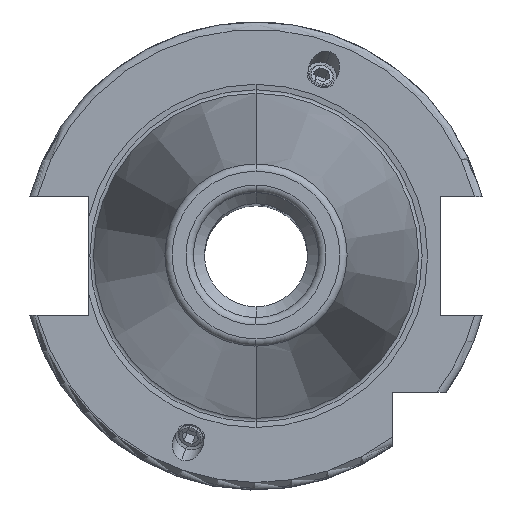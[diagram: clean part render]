
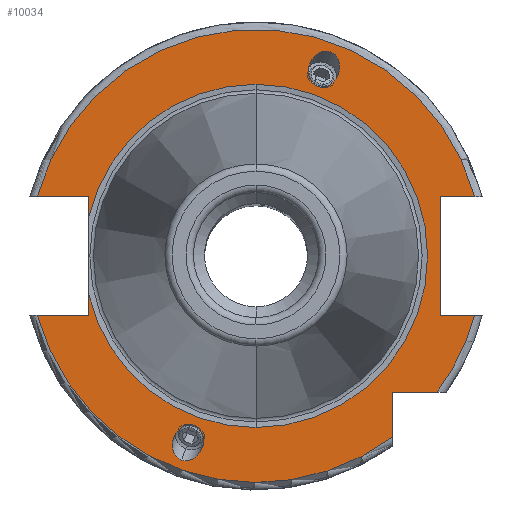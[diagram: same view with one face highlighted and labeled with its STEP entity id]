
A CAD part, top view. The second image highlights one B-rep face of the part: STEP entity #10034.
In plain terms, the highlighted planar face has unit normal (0, 0, 1).
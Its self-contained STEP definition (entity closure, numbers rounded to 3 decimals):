
#2671=CARTESIAN_POINT('',(0,0,18.1));
#2672=DIRECTION('',(0,0,1));
#2673=DIRECTION('',(0,1,0));
#2674=AXIS2_PLACEMENT_3D('',#2671,#2672,#2673);
#2684=CARTESIAN_POINT('',(0,0,18.1));
#2685=DIRECTION('',(0,0,1));
#2686=DIRECTION('',(-0.974,-0.227,0));
#2687=AXIS2_PLACEMENT_3D('',#2684,#2685,#2686);
#2723=DIRECTION('',(1,0,0));
#2724=VECTOR('',#2723,7.004);
#2725=CARTESIAN_POINT('',(-29.704,-8.05,18.1));
#2726=LINE('',#2725,#2724);
#2727=DIRECTION('',(0,1,0));
#2728=VECTOR('',#2727,2.753);
#2729=CARTESIAN_POINT('',(-22.7,-8.05,18.1));
#2730=LINE('',#2729,#2728);
#2731=DIRECTION('',(0,1,0));
#2732=VECTOR('',#2731,2.753);
#2733=CARTESIAN_POINT('',(-22.7,5.297,18.1));
#2734=LINE('',#2733,#2732);
#2735=DIRECTION('',(1,0,0));
#2736=VECTOR('',#2735,7.004);
#2737=CARTESIAN_POINT('',(-29.704,8.05,18.1));
#2738=LINE('',#2737,#2736);
#2739=DIRECTION('',(-1,0,0));
#2740=VECTOR('',#2739,4.704);
#2741=CARTESIAN_POINT('',(29.704,8.05,18.1));
#2742=LINE('',#2741,#2740);
#2743=DIRECTION('',(0,-1,0));
#2744=VECTOR('',#2743,16.1);
#2745=CARTESIAN_POINT('',(25,8.05,18.1));
#2746=LINE('',#2745,#2744);
#2747=DIRECTION('',(-1,0,0));
#2748=VECTOR('',#2747,4.704);
#2749=CARTESIAN_POINT('',(29.704,-8.05,18.1));
#2750=LINE('',#2749,#2748);
#2751=CARTESIAN_POINT('',(0,0,18.1));
#2752=DIRECTION('',(0,0,1));
#2753=DIRECTION('',(0.799,-0.601,0));
#2754=AXIS2_PLACEMENT_3D('',#2751,#2752,#2753);
#2756=DIRECTION('',(-1,0,0));
#2757=VECTOR('',#2756,6.094);
#2758=CARTESIAN_POINT('',(24.594,-18.5,18.1));
#2759=LINE('',#2758,#2757);
#2760=DIRECTION('',(0,1,0));
#2761=VECTOR('',#2760,6.094);
#2762=CARTESIAN_POINT('',(18.5,-24.594,18.1));
#2763=LINE('',#2762,#2761);
#2764=CARTESIAN_POINT('',(10.09,27.723,18.1));
#2765=CARTESIAN_POINT('',(9.863,27.806,18.1));
#2766=CARTESIAN_POINT('',(9.337,27.884,18.1));
#2767=CARTESIAN_POINT('',(8.455,27.594,18.1));
#2768=CARTESIAN_POINT('',(7.834,27.033,18.1));
#2769=CARTESIAN_POINT('',(7.483,26.49,18.1));
#2770=CARTESIAN_POINT('',(7.298,26.077,18.1));
#2771=CARTESIAN_POINT('',(7.174,25.641,18.1));
#2772=CARTESIAN_POINT('',(7.094,25.,18.1));
#2773=CARTESIAN_POINT('',(7.208,24.17,18.1));
#2774=CARTESIAN_POINT('',(7.698,23.381,18.1));
#2775=CARTESIAN_POINT('',(8.152,23.103,18.1));
#2776=CARTESIAN_POINT('',(8.379,23.02,18.1));
#2778=CARTESIAN_POINT('',(8.379,23.02,18.1));
#2779=CARTESIAN_POINT('',(8.606,22.937,18.1));
#2780=CARTESIAN_POINT('',(9.133,22.859,18.1));
#2781=CARTESIAN_POINT('',(10.014,23.149,18.1));
#2782=CARTESIAN_POINT('',(10.635,23.711,18.1));
#2783=CARTESIAN_POINT('',(10.986,24.253,18.1));
#2784=CARTESIAN_POINT('',(11.171,24.667,18.1));
#2785=CARTESIAN_POINT('',(11.295,25.103,18.1));
#2786=CARTESIAN_POINT('',(11.375,25.744,18.1));
#2787=CARTESIAN_POINT('',(11.261,26.573,18.1));
#2788=CARTESIAN_POINT('',(10.771,27.362,18.1));
#2789=CARTESIAN_POINT('',(10.318,27.641,18.1));
#2790=CARTESIAN_POINT('',(10.09,27.723,18.1));
#2792=CARTESIAN_POINT('',(-10.09,-27.723,18.1));
#2793=CARTESIAN_POINT('',(-10.318,-27.641,18.1));
#2794=CARTESIAN_POINT('',(-10.771,-27.362,18.1));
#2795=CARTESIAN_POINT('',(-11.261,-26.573,18.1));
#2796=CARTESIAN_POINT('',(-11.375,-25.744,18.1));
#2797=CARTESIAN_POINT('',(-11.295,-25.103,18.1));
#2798=CARTESIAN_POINT('',(-11.171,-24.667,18.1));
#2799=CARTESIAN_POINT('',(-10.986,-24.253,18.1));
#2800=CARTESIAN_POINT('',(-10.635,-23.711,18.1));
#2801=CARTESIAN_POINT('',(-10.014,-23.149,18.1));
#2802=CARTESIAN_POINT('',(-9.133,-22.859,18.1));
#2803=CARTESIAN_POINT('',(-8.606,-22.937,18.1));
#2804=CARTESIAN_POINT('',(-8.379,-23.02,18.1));
#2806=CARTESIAN_POINT('',(-8.379,-23.02,18.1));
#2807=CARTESIAN_POINT('',(-8.152,-23.103,18.1));
#2808=CARTESIAN_POINT('',(-7.698,-23.381,18.1));
#2809=CARTESIAN_POINT('',(-7.208,-24.17,18.1));
#2810=CARTESIAN_POINT('',(-7.094,-25.,18.1));
#2811=CARTESIAN_POINT('',(-7.174,-25.641,18.1));
#2812=CARTESIAN_POINT('',(-7.298,-26.077,18.1));
#2813=CARTESIAN_POINT('',(-7.483,-26.49,18.1));
#2814=CARTESIAN_POINT('',(-7.834,-27.033,18.1));
#2815=CARTESIAN_POINT('',(-8.455,-27.594,18.1));
#2816=CARTESIAN_POINT('',(-9.337,-27.884,18.1));
#2817=CARTESIAN_POINT('',(-9.863,-27.806,18.1));
#2818=CARTESIAN_POINT('',(-10.09,-27.723,18.1));
#2820=CARTESIAN_POINT('',(0,0,18.1));
#2821=DIRECTION('',(0,0,-1));
#2822=DIRECTION('',(0,1,0));
#2823=AXIS2_PLACEMENT_3D('',#2820,#2821,#2822);
#3731=CARTESIAN_POINT('',(0,0,18.1));
#3732=DIRECTION('',(0,0,1));
#3733=DIRECTION('',(0.965,0.262,0));
#3734=AXIS2_PLACEMENT_3D('',#3731,#3732,#3733);
#3782=CARTESIAN_POINT('',(0,0,18.1));
#3783=DIRECTION('',(0,0,1));
#3784=DIRECTION('',(-0.965,-0.262,0));
#3785=AXIS2_PLACEMENT_3D('',#3782,#3783,#3784);
#4834=CARTESIAN_POINT('',(-29.704,-8.05,18.1));
#4835=CARTESIAN_POINT('',(-22.7,-8.05,18.1));
#4836=VERTEX_POINT('',#4834);
#4837=VERTEX_POINT('',#4835);
#4838=CARTESIAN_POINT('',(-22.7,-5.297,18.1));
#4839=VERTEX_POINT('',#4838);
#4840=CARTESIAN_POINT('',(-22.7,5.297,18.1));
#4841=CARTESIAN_POINT('',(-22.7,8.05,18.1));
#4842=VERTEX_POINT('',#4840);
#4843=VERTEX_POINT('',#4841);
#4844=CARTESIAN_POINT('',(-29.704,8.05,18.1));
#4845=VERTEX_POINT('',#4844);
#4846=CARTESIAN_POINT('',(25,8.05,18.1));
#4847=CARTESIAN_POINT('',(25,-8.05,18.1));
#4848=VERTEX_POINT('',#4846);
#4849=VERTEX_POINT('',#4847);
#4850=CARTESIAN_POINT('',(29.704,-8.05,18.1));
#4851=VERTEX_POINT('',#4850);
#4852=CARTESIAN_POINT('',(29.704,8.05,18.1));
#4853=VERTEX_POINT('',#4852);
#4854=CARTESIAN_POINT('',(18.5,-24.594,18.1));
#4855=CARTESIAN_POINT('',(18.5,-18.5,18.1));
#4856=VERTEX_POINT('',#4854);
#4857=VERTEX_POINT('',#4855);
#4858=CARTESIAN_POINT('',(24.594,-18.5,18.1));
#4859=VERTEX_POINT('',#4858);
#4908=VERTEX_POINT('',#2764);
#4909=VERTEX_POINT('',#2776);
#4953=CARTESIAN_POINT('',(-10.09,-27.723,18.1));
#4955=VERTEX_POINT('',#4953);
#4956=CARTESIAN_POINT('',(-8.379,-23.02,18.1));
#4957=VERTEX_POINT('',#4956);
#4998=CARTESIAN_POINT('',(0,23.31,18.1));
#4999=VERTEX_POINT('',#4998);
#5000=CARTESIAN_POINT('',(0,-23.31,18.1));
#5001=VERTEX_POINT('',#5000);
#9990=CARTESIAN_POINT('',(0,0,18.1));
#9991=DIRECTION('',(0,0,-1));
#9992=DIRECTION('',(0,-1,0));
#9993=AXIS2_PLACEMENT_3D('',#9990,#9991,#9992);
#9994=PLANE('',#9993);
#9995=ORIENTED_EDGE('',*,*,#9955,.T.);
#9996=ORIENTED_EDGE('',*,*,#9942,.T.);
#9997=ORIENTED_EDGE('',*,*,#9924,.T.);
#9999=ORIENTED_EDGE('',*,*,#9998,.F.);
#10000=ORIENTED_EDGE('',*,*,#9917,.T.);
#10001=ORIENTED_EDGE('',*,*,#9939,.T.);
#10003=ORIENTED_EDGE('',*,*,#10002,.F.);
#10005=ORIENTED_EDGE('',*,*,#10004,.F.);
#10007=ORIENTED_EDGE('',*,*,#10006,.T.);
#10009=ORIENTED_EDGE('',*,*,#10008,.T.);
#10011=ORIENTED_EDGE('',*,*,#10010,.F.);
#10013=ORIENTED_EDGE('',*,*,#10012,.F.);
#10015=ORIENTED_EDGE('',*,*,#10014,.T.);
#10017=ORIENTED_EDGE('',*,*,#10016,.F.);
#10019=ORIENTED_EDGE('',*,*,#10018,.F.);
#10020=EDGE_LOOP('',(#9995,#9996,#9997,#9999,#10000,#10001,#10003,#10005,#10007,
#10009,#10011,#10013,#10015,#10017,#10019));
#10021=FACE_OUTER_BOUND('',#10020,.F.);
#10023=ORIENTED_EDGE('',*,*,#10022,.T.);
#10025=ORIENTED_EDGE('',*,*,#10024,.T.);
#10026=EDGE_LOOP('',(#10023,#10025));
#10027=FACE_BOUND('',#10026,.F.);
#10029=ORIENTED_EDGE('',*,*,#10028,.F.);
#10031=ORIENTED_EDGE('',*,*,#10030,.F.);
#10032=EDGE_LOOP('',(#10029,#10031));
#10033=FACE_BOUND('',#10032,.F.);
#10034=ADVANCED_FACE('',(#10021,#10027,#10033),#9994,.F.);
#2675=CIRCLE('',#2674,23.31);
#2688=CIRCLE('',#2687,23.31);
#2755=CIRCLE('',#2754,30.775);
#2777=B_SPLINE_CURVE_WITH_KNOTS('',3,(#2764,#2765,#2766,#2767,#2768,#2769,#2770,
#2771,#2772,#2773,#2774,#2775,#2776),.UNSPECIFIED.,.F.,.F.,(4,1,1,1,1,1,1,1,1,1,
4),(0,0.125,0.25,0.375,0.438,0.5,0.563,0.625,0.75,0.875,
1.0),.UNSPECIFIED.);
#2791=B_SPLINE_CURVE_WITH_KNOTS('',3,(#2778,#2779,#2780,#2781,#2782,#2783,#2784,
#2785,#2786,#2787,#2788,#2789,#2790),.UNSPECIFIED.,.F.,.F.,(4,1,1,1,1,1,1,1,1,1,
4),(0,0.125,0.25,0.375,0.438,0.5,0.563,0.625,0.75,0.875,
1.0),.UNSPECIFIED.);
#2805=B_SPLINE_CURVE_WITH_KNOTS('',3,(#2792,#2793,#2794,#2795,#2796,#2797,#2798,
#2799,#2800,#2801,#2802,#2803,#2804),.UNSPECIFIED.,.F.,.F.,(4,1,1,1,1,1,1,1,1,1,
4),(0,0.125,0.25,0.375,0.438,0.5,0.563,0.625,0.75,0.875,
1.0),.UNSPECIFIED.);
#2819=B_SPLINE_CURVE_WITH_KNOTS('',3,(#2806,#2807,#2808,#2809,#2810,#2811,#2812,
#2813,#2814,#2815,#2816,#2817,#2818),.UNSPECIFIED.,.F.,.F.,(4,1,1,1,1,1,1,1,1,1,
4),(0,0.125,0.25,0.375,0.438,0.5,0.563,0.625,0.75,0.875,
1.0),.UNSPECIFIED.);
#2824=CIRCLE('',#2823,23.31);
#3735=CIRCLE('',#3734,30.775);
#3786=CIRCLE('',#3785,30.775);
#9917=EDGE_CURVE('',#4999,#4842,#2675,.T.);
#9924=EDGE_CURVE('',#4839,#5001,#2688,.T.);
#9939=EDGE_CURVE('',#4842,#4843,#2734,.T.);
#9942=EDGE_CURVE('',#4837,#4839,#2730,.T.);
#9955=EDGE_CURVE('',#4836,#4837,#2726,.T.);
#9998=EDGE_CURVE('',#4999,#5001,#2824,.T.);
#10002=EDGE_CURVE('',#4845,#4843,#2738,.T.);
#10004=EDGE_CURVE('',#4853,#4845,#3735,.T.);
#10006=EDGE_CURVE('',#4853,#4848,#2742,.T.);
#10008=EDGE_CURVE('',#4848,#4849,#2746,.T.);
#10010=EDGE_CURVE('',#4851,#4849,#2750,.T.);
#10012=EDGE_CURVE('',#4859,#4851,#2755,.T.);
#10014=EDGE_CURVE('',#4859,#4857,#2759,.T.);
#10016=EDGE_CURVE('',#4856,#4857,#2763,.T.);
#10018=EDGE_CURVE('',#4836,#4856,#3786,.T.);
#10022=EDGE_CURVE('',#4908,#4909,#2777,.T.);
#10024=EDGE_CURVE('',#4909,#4908,#2791,.T.);
#10028=EDGE_CURVE('',#4955,#4957,#2805,.T.);
#10030=EDGE_CURVE('',#4957,#4955,#2819,.T.);
